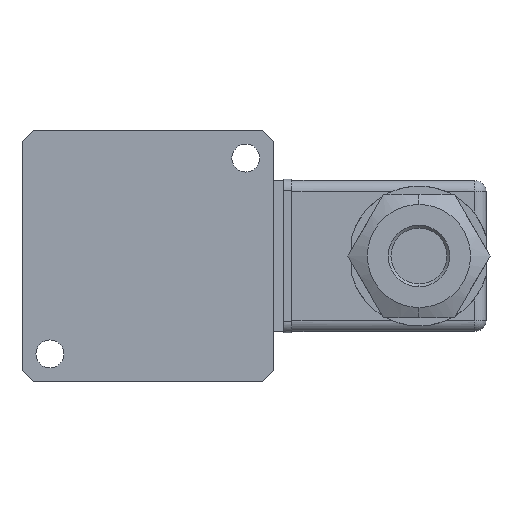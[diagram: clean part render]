
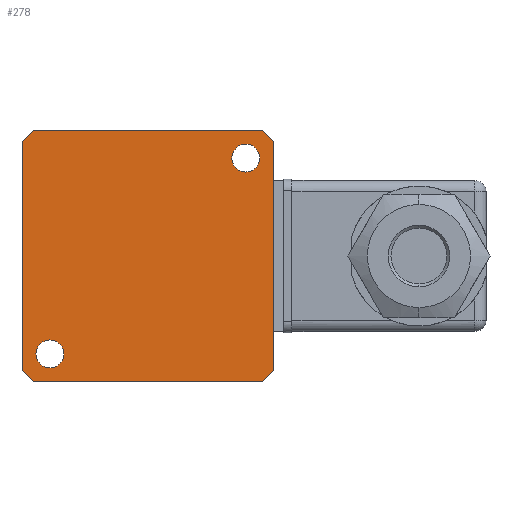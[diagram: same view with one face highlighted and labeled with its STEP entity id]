
A CAD part, front view. The second image highlights one B-rep face of the part: STEP entity #278.
In plain terms, the highlighted planar face has unit normal (0, -1, 0).
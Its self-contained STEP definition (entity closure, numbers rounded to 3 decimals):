
#26 = EDGE_LOOP ( 'NONE', ( #6029, #6864 ) ) ;
#42 = CARTESIAN_POINT ( 'NONE',  ( 22.5, -38.5, -20.5 ) ) ;
#111 = VECTOR ( 'NONE', #2411, 1000. ) ;
#278 = ADVANCED_FACE ( 'NONE', ( #5167, #3182, #7585 ), #2983, .F. ) ;
#310 = CARTESIAN_POINT ( 'NONE',  ( 17.5, -38.5, 15. ) ) ;
#352 = VERTEX_POINT ( 'NONE', #7216 ) ;
#359 = DIRECTION ( 'NONE',  ( -0.707, 0., -0.707 ) ) ;
#385 = EDGE_CURVE ( 'NONE', #3034, #5371, #4961, .T. ) ;
#393 = DIRECTION ( 'NONE',  ( 0., 0., 1. ) ) ;
#401 = ORIENTED_EDGE ( 'NONE', *, *, #6955, .T. ) ;
#433 = VERTEX_POINT ( 'NONE', #5011 ) ;
#478 = DIRECTION ( 'NONE',  ( 0., 0., 1. ) ) ;
#481 = DIRECTION ( 'NONE',  ( 0., 1., 0. ) ) ;
#492 = CIRCLE ( 'NONE', #2204, 2.5 ) ;
#524 = AXIS2_PLACEMENT_3D ( 'NONE', #3670, #3030, #4213 ) ;
#630 = VECTOR ( 'NONE', #1211, 1000. ) ;
#752 = EDGE_CURVE ( 'NONE', #433, #352, #492, .T. ) ;
#893 = CARTESIAN_POINT ( 'NONE',  ( -22.5, -38.5, 20.5 ) ) ;
#1140 = CARTESIAN_POINT ( 'NONE',  ( 22.5, -38.5, -20.5 ) ) ;
#1211 = DIRECTION ( 'NONE',  ( -1., 0., 0. ) ) ;
#1228 = DIRECTION ( 'NONE',  ( 0.707, 0., -0.707 ) ) ;
#1257 = CARTESIAN_POINT ( 'NONE',  ( -17.5, -38.5, -17.5 ) ) ;
#1324 = DIRECTION ( 'NONE',  ( 0., 0., 1. ) ) ;
#1343 = CARTESIAN_POINT ( 'NONE',  ( -20.5, -38.5, -22.5 ) ) ;
#1405 = EDGE_CURVE ( 'NONE', #3635, #3034, #4848, .T. ) ;
#1670 = CARTESIAN_POINT ( 'NONE',  ( -20.5, -38.5, 22.5 ) ) ;
#1711 = LINE ( 'NONE', #2460, #111 ) ;
#1841 = AXIS2_PLACEMENT_3D ( 'NONE', #7404, #481, #4113 ) ;
#1992 = AXIS2_PLACEMENT_3D ( 'NONE', #6386, #3433, #478 ) ;
#2024 = CARTESIAN_POINT ( 'NONE',  ( 17.5, -38.5, 17.5 ) ) ;
#2204 = AXIS2_PLACEMENT_3D ( 'NONE', #1257, #5411, #1324 ) ;
#2235 = VERTEX_POINT ( 'NONE', #1343 ) ;
#2324 = EDGE_CURVE ( 'NONE', #2748, #2864, #3554, .T. ) ;
#2379 = VERTEX_POINT ( 'NONE', #1670 ) ;
#2381 = CARTESIAN_POINT ( 'NONE',  ( 22.5, -38.5, 20.5 ) ) ;
#2411 = DIRECTION ( 'NONE',  ( 1., 0., 0. ) ) ;
#2460 = CARTESIAN_POINT ( 'NONE',  ( -22.5, -38.5, -22.5 ) ) ;
#2517 = DIRECTION ( 'NONE',  ( -0.707, 0., 0.707 ) ) ;
#2546 = LINE ( 'NONE', #5844, #630 ) ;
#2701 = CARTESIAN_POINT ( 'NONE',  ( 20.5, -38.5, -22.5 ) ) ;
#2720 = CIRCLE ( 'NONE', #1992, 2.5 ) ;
#2748 = VERTEX_POINT ( 'NONE', #310 ) ;
#2864 = VERTEX_POINT ( 'NONE', #6444 ) ;
#2895 = EDGE_LOOP ( 'NONE', ( #2996, #5162 ) ) ;
#2983 = PLANE ( 'NONE',  #524 ) ;
#2996 = ORIENTED_EDGE ( 'NONE', *, *, #3767, .T. ) ;
#3030 = DIRECTION ( 'NONE',  ( 0., 1., 0. ) ) ;
#3034 = VERTEX_POINT ( 'NONE', #42 ) ;
#3159 = ORIENTED_EDGE ( 'NONE', *, *, #5787, .T. ) ;
#3182 = FACE_BOUND ( 'NONE', #2895, .T. ) ;
#3191 = LINE ( 'NONE', #4728, #5269 ) ;
#3328 = VECTOR ( 'NONE', #359, 1000. ) ;
#3433 = DIRECTION ( 'NONE',  ( 0., 1., 0. ) ) ;
#3460 = VECTOR ( 'NONE', #1228, 1000. ) ;
#3527 = CARTESIAN_POINT ( 'NONE',  ( -20.5, -38.5, -22.5 ) ) ;
#3532 = LINE ( 'NONE', #893, #3328 ) ;
#3554 = CIRCLE ( 'NONE', #5838, 2.5 ) ;
#3635 = VERTEX_POINT ( 'NONE', #2701 ) ;
#3670 = CARTESIAN_POINT ( 'NONE',  ( 22.5, -38.5, 22.5 ) ) ;
#3703 = EDGE_CURVE ( 'NONE', #2379, #4806, #3532, .T. ) ;
#3738 = DIRECTION ( 'NONE',  ( 0., 0., 1. ) ) ;
#3767 = EDGE_CURVE ( 'NONE', #2864, #2748, #2720, .T. ) ;
#3836 = VECTOR ( 'NONE', #2517, 1000. ) ;
#4113 = DIRECTION ( 'NONE',  ( 0., 0., 1. ) ) ;
#4213 = DIRECTION ( 'NONE',  ( 0., 0., 1. ) ) ;
#4638 = ORIENTED_EDGE ( 'NONE', *, *, #1405, .T. ) ;
#4728 = CARTESIAN_POINT ( 'NONE',  ( -22.5, -38.5, -22.5 ) ) ;
#4798 = CARTESIAN_POINT ( 'NONE',  ( 20.5, -38.5, 22.5 ) ) ;
#4806 = VERTEX_POINT ( 'NONE', #4906 ) ;
#4848 = LINE ( 'NONE', #1140, #7651 ) ;
#4894 = ORIENTED_EDGE ( 'NONE', *, *, #5277, .T. ) ;
#4906 = CARTESIAN_POINT ( 'NONE',  ( -22.5, -38.5, 20.5 ) ) ;
#4961 = LINE ( 'NONE', #6702, #7117 ) ;
#5011 = CARTESIAN_POINT ( 'NONE',  ( -17.5, -38.5, -15. ) ) ;
#5048 = LINE ( 'NONE', #3527, #3460 ) ;
#5055 = EDGE_LOOP ( 'NONE', ( #3159, #401, #5875, #4638, #5974, #7675, #4894, #7280 ) ) ;
#5162 = ORIENTED_EDGE ( 'NONE', *, *, #2324, .T. ) ;
#5167 = FACE_BOUND ( 'NONE', #26, .T. ) ;
#5269 = VECTOR ( 'NONE', #7104, 1000. ) ;
#5277 = EDGE_CURVE ( 'NONE', #6284, #2379, #2546, .T. ) ;
#5345 = DIRECTION ( 'NONE',  ( 0.707, 0., 0.707 ) ) ;
#5371 = VERTEX_POINT ( 'NONE', #2381 ) ;
#5411 = DIRECTION ( 'NONE',  ( 0., 1., 0. ) ) ;
#5597 = CIRCLE ( 'NONE', #1841, 2.5 ) ;
#5787 = EDGE_CURVE ( 'NONE', #4806, #7032, #3191, .T. ) ;
#5838 = AXIS2_PLACEMENT_3D ( 'NONE', #2024, #6197, #393 ) ;
#5844 = CARTESIAN_POINT ( 'NONE',  ( -22.5, -38.5, 22.5 ) ) ;
#5875 = ORIENTED_EDGE ( 'NONE', *, *, #6367, .T. ) ;
#5974 = ORIENTED_EDGE ( 'NONE', *, *, #385, .T. ) ;
#6019 = EDGE_CURVE ( 'NONE', #5371, #6284, #6564, .T. ) ;
#6029 = ORIENTED_EDGE ( 'NONE', *, *, #752, .T. ) ;
#6197 = DIRECTION ( 'NONE',  ( 0., 1., 0. ) ) ;
#6284 = VERTEX_POINT ( 'NONE', #4798 ) ;
#6367 = EDGE_CURVE ( 'NONE', #2235, #3635, #1711, .T. ) ;
#6386 = CARTESIAN_POINT ( 'NONE',  ( 17.5, -38.5, 17.5 ) ) ;
#6444 = CARTESIAN_POINT ( 'NONE',  ( 17.5, -38.5, 20. ) ) ;
#6493 = CARTESIAN_POINT ( 'NONE',  ( -22.5, -38.5, -20.5 ) ) ;
#6564 = LINE ( 'NONE', #7379, #3836 ) ;
#6702 = CARTESIAN_POINT ( 'NONE',  ( 22.5, -38.5, -22.5 ) ) ;
#6864 = ORIENTED_EDGE ( 'NONE', *, *, #7206, .T. ) ;
#6955 = EDGE_CURVE ( 'NONE', #7032, #2235, #5048, .T. ) ;
#7032 = VERTEX_POINT ( 'NONE', #6493 ) ;
#7104 = DIRECTION ( 'NONE',  ( 0., 0., -1. ) ) ;
#7117 = VECTOR ( 'NONE', #3738, 1000. ) ;
#7206 = EDGE_CURVE ( 'NONE', #352, #433, #5597, .T. ) ;
#7216 = CARTESIAN_POINT ( 'NONE',  ( -17.5, -38.5, -20. ) ) ;
#7280 = ORIENTED_EDGE ( 'NONE', *, *, #3703, .T. ) ;
#7379 = CARTESIAN_POINT ( 'NONE',  ( 20.5, -38.5, 22.5 ) ) ;
#7404 = CARTESIAN_POINT ( 'NONE',  ( -17.5, -38.5, -17.5 ) ) ;
#7585 = FACE_OUTER_BOUND ( 'NONE', #5055, .T. ) ;
#7651 = VECTOR ( 'NONE', #5345, 1000. ) ;
#7675 = ORIENTED_EDGE ( 'NONE', *, *, #6019, .T. ) ;
